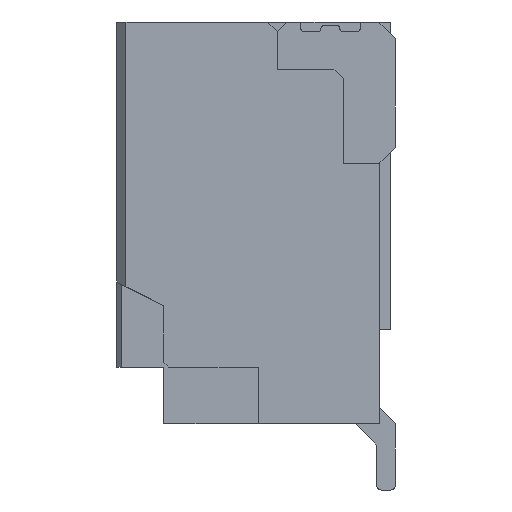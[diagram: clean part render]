
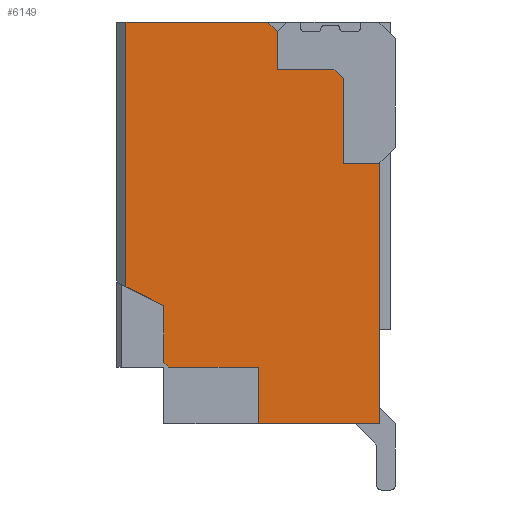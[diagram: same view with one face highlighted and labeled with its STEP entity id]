
A CAD part, left-side view. The second image highlights one B-rep face of the part: STEP entity #6149.
In plain terms, the highlighted planar face has unit normal (-1, 0, 0).
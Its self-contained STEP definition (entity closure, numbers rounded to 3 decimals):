
#12 = VERTEX_POINT ( 'NONE', #6966 ) ;
#30 = VERTEX_POINT ( 'NONE', #11047 ) ;
#50 = CARTESIAN_POINT ( 'NONE',  ( -4., 2.45, -1.125 ) ) ;
#59 = CARTESIAN_POINT ( 'NONE',  ( -4., 1.25, 1.975 ) ) ;
#132 = ORIENTED_EDGE ( 'NONE', *, *, #8885, .T. ) ;
#413 = VECTOR ( 'NONE', #8701, 1000. ) ;
#507 = VERTEX_POINT ( 'NONE', #4038 ) ;
#638 = EDGE_CURVE ( 'NONE', #7627, #4666, #4984, .T. ) ;
#741 = VECTOR ( 'NONE', #11441, 1000. ) ;
#878 = LINE ( 'NONE', #3421, #7837 ) ;
#1001 = CARTESIAN_POINT ( 'NONE',  ( -4., 0.05, 2.475 ) ) ;
#1091 = CARTESIAN_POINT ( 'NONE',  ( -4., 2.85, -1.775 ) ) ;
#1337 = ORIENTED_EDGE ( 'NONE', *, *, #4361, .T. ) ;
#1445 = CARTESIAN_POINT ( 'NONE',  ( -4., 1.25, 0. ) ) ;
#1522 = LINE ( 'NONE', #5113, #413 ) ;
#1593 = CARTESIAN_POINT ( 'NONE',  ( -4., 0.55, 0. ) ) ;
#1713 = LINE ( 'NONE', #11468, #7450 ) ;
#1734 = VERTEX_POINT ( 'NONE', #10209 ) ;
#1875 = CARTESIAN_POINT ( 'NONE',  ( -4., 0.55, 1.875 ) ) ;
#1934 = CARTESIAN_POINT ( 'NONE',  ( -4., 0., 1.975 ) ) ;
#2025 = CARTESIAN_POINT ( 'NONE',  ( -4., 0.17, 0.975 ) ) ;
#2153 = ORIENTED_EDGE ( 'NONE', *, *, #3782, .T. ) ;
#2291 = CARTESIAN_POINT ( 'NONE',  ( -4., 2.45, -1.125 ) ) ;
#2490 = EDGE_CURVE ( 'NONE', #12, #30, #7932, .T. ) ;
#2619 = VECTOR ( 'NONE', #4798, 1000. ) ;
#2700 = LINE ( 'NONE', #1875, #4855 ) ;
#2824 = DIRECTION ( 'NONE',  ( 0., 0., 1. ) ) ;
#2995 = VERTEX_POINT ( 'NONE', #4065 ) ;
#3018 = EDGE_LOOP ( 'NONE', ( #5908, #5050, #8733, #5903, #10659, #2153, #5160, #1337, #5876, #5751, #5037, #3945, #132, #6371, #3051 ) ) ;
#3051 = ORIENTED_EDGE ( 'NONE', *, *, #3144, .T. ) ;
#3057 = CARTESIAN_POINT ( 'NONE',  ( -4., 0.65, 1.975 ) ) ;
#3144 = EDGE_CURVE ( 'NONE', #6530, #9349, #1713, .T. ) ;
#3156 = EDGE_CURVE ( 'NONE', #6049, #1734, #878, .T. ) ;
#3421 = CARTESIAN_POINT ( 'NONE',  ( -4., 1.25, 2.375 ) ) ;
#3573 = EDGE_CURVE ( 'NONE', #9349, #4100, #6502, .T. ) ;
#3600 = EDGE_CURVE ( 'NONE', #7244, #2995, #3636, .T. ) ;
#3636 = LINE ( 'NONE', #1091, #2619 ) ;
#3684 = DIRECTION ( 'NONE',  ( 0., 0.894, 0.447 ) ) ;
#3720 = CARTESIAN_POINT ( 'NONE',  ( -4., 1.45, 0. ) ) ;
#3738 = VECTOR ( 'NONE', #5525, 1000. ) ;
#3782 = EDGE_CURVE ( 'NONE', #11342, #6049, #6627, .T. ) ;
#3945 = ORIENTED_EDGE ( 'NONE', *, *, #10032, .T. ) ;
#4038 = CARTESIAN_POINT ( 'NONE',  ( -4., 1.45, -1.175 ) ) ;
#4065 = CARTESIAN_POINT ( 'NONE',  ( -4., 2.85, 2.475 ) ) ;
#4100 = VERTEX_POINT ( 'NONE', #2025 ) ;
#4304 = VECTOR ( 'NONE', #9381, 1000. ) ;
#4361 = EDGE_CURVE ( 'NONE', #1734, #2995, #9056, .T. ) ;
#4499 = VECTOR ( 'NONE', #11584, 1000. ) ;
#4533 = FACE_OUTER_BOUND ( 'NONE', #3018, .T. ) ;
#4618 = LINE ( 'NONE', #8201, #4667 ) ;
#4646 = CARTESIAN_POINT ( 'NONE',  ( -4., 1.25, 2.375 ) ) ;
#4666 = VERTEX_POINT ( 'NONE', #2291 ) ;
#4667 = VECTOR ( 'NONE', #3684, 1000. ) ;
#4770 = CARTESIAN_POINT ( 'NONE',  ( -4., 0.17, -1.775 ) ) ;
#4798 = DIRECTION ( 'NONE',  ( 0., 0., 1. ) ) ;
#4855 = VECTOR ( 'NONE', #5463, 1000. ) ;
#4973 = AXIS2_PLACEMENT_3D ( 'NONE', #7280, #10700, #2824 ) ;
#4984 = LINE ( 'NONE', #9566, #741 ) ;
#5037 = ORIENTED_EDGE ( 'NONE', *, *, #638, .T. ) ;
#5050 = ORIENTED_EDGE ( 'NONE', *, *, #11173, .T. ) ;
#5113 = CARTESIAN_POINT ( 'NONE',  ( -4., 0., -1.175 ) ) ;
#5160 = ORIENTED_EDGE ( 'NONE', *, *, #3156, .T. ) ;
#5288 = EDGE_CURVE ( 'NONE', #7627, #7244, #4618, .T. ) ;
#5463 = DIRECTION ( 'NONE',  ( 0., 0.707, 0.707 ) ) ;
#5525 = DIRECTION ( 'NONE',  ( 0., 1., 0. ) ) ;
#5568 = CARTESIAN_POINT ( 'NONE',  ( -4., 0.17, 0. ) ) ;
#5751 = ORIENTED_EDGE ( 'NONE', *, *, #5288, .F. ) ;
#5871 = VERTEX_POINT ( 'NONE', #5894 ) ;
#5876 = ORIENTED_EDGE ( 'NONE', *, *, #3600, .F. ) ;
#5894 = CARTESIAN_POINT ( 'NONE',  ( -4., 2.4, -1.175 ) ) ;
#5903 = ORIENTED_EDGE ( 'NONE', *, *, #11375, .T. ) ;
#5908 = ORIENTED_EDGE ( 'NONE', *, *, #3573, .T. ) ;
#6049 = VERTEX_POINT ( 'NONE', #4646 ) ;
#6082 = VECTOR ( 'NONE', #6601, 1000. ) ;
#6149 = ADVANCED_FACE ( 'NONE', ( #4533 ), #8451, .T. ) ;
#6371 = ORIENTED_EDGE ( 'NONE', *, *, #6728, .T. ) ;
#6387 = DIRECTION ( 'NONE',  ( 0., 0., 1. ) ) ;
#6502 = LINE ( 'NONE', #5568, #10271 ) ;
#6506 = LINE ( 'NONE', #50, #9575 ) ;
#6530 = VERTEX_POINT ( 'NONE', #8066 ) ;
#6601 = DIRECTION ( 'NONE',  ( 0., 0., -1. ) ) ;
#6627 = LINE ( 'NONE', #1445, #4304 ) ;
#6728 = EDGE_CURVE ( 'NONE', #507, #6530, #7467, .T. ) ;
#6966 = CARTESIAN_POINT ( 'NONE',  ( -4., 0.55, 0.975 ) ) ;
#7244 = VERTEX_POINT ( 'NONE', #7495 ) ;
#7280 = CARTESIAN_POINT ( 'NONE',  ( -4., 0., 0. ) ) ;
#7450 = VECTOR ( 'NONE', #11582, 1000. ) ;
#7463 = LINE ( 'NONE', #7584, #11049 ) ;
#7467 = LINE ( 'NONE', #3720, #6082 ) ;
#7495 = CARTESIAN_POINT ( 'NONE',  ( -4., 2.85, -0.325 ) ) ;
#7584 = CARTESIAN_POINT ( 'NONE',  ( -4., 0., 0.975 ) ) ;
#7627 = VERTEX_POINT ( 'NONE', #9786 ) ;
#7837 = VECTOR ( 'NONE', #10585, 1000. ) ;
#7932 = LINE ( 'NONE', #1593, #9797 ) ;
#8066 = CARTESIAN_POINT ( 'NONE',  ( -4., 1.45, -1.775 ) ) ;
#8201 = CARTESIAN_POINT ( 'NONE',  ( -4., 0.7, -1.4 ) ) ;
#8232 = DIRECTION ( 'NONE',  ( 0., 1., 0. ) ) ;
#8451 = PLANE ( 'NONE',  #4973 ) ;
#8701 = DIRECTION ( 'NONE',  ( 0., -1., 0. ) ) ;
#8733 = ORIENTED_EDGE ( 'NONE', *, *, #2490, .T. ) ;
#8885 = EDGE_CURVE ( 'NONE', #5871, #507, #1522, .T. ) ;
#9056 = LINE ( 'NONE', #1001, #4499 ) ;
#9327 = LINE ( 'NONE', #1934, #3738 ) ;
#9349 = VERTEX_POINT ( 'NONE', #4770 ) ;
#9381 = DIRECTION ( 'NONE',  ( 0., 0., 1. ) ) ;
#9566 = CARTESIAN_POINT ( 'NONE',  ( -4., 2.45, 0. ) ) ;
#9575 = VECTOR ( 'NONE', #10918, 1000. ) ;
#9786 = CARTESIAN_POINT ( 'NONE',  ( -4., 2.45, -0.525 ) ) ;
#9797 = VECTOR ( 'NONE', #10457, 1000. ) ;
#9817 = VERTEX_POINT ( 'NONE', #3057 ) ;
#10032 = EDGE_CURVE ( 'NONE', #4666, #5871, #6506, .T. ) ;
#10209 = CARTESIAN_POINT ( 'NONE',  ( -4., 1.35, 2.475 ) ) ;
#10271 = VECTOR ( 'NONE', #6387, 1000. ) ;
#10457 = DIRECTION ( 'NONE',  ( 0., 0., 1. ) ) ;
#10585 = DIRECTION ( 'NONE',  ( 0., 0.707, 0.707 ) ) ;
#10659 = ORIENTED_EDGE ( 'NONE', *, *, #11608, .T. ) ;
#10700 = DIRECTION ( 'NONE',  ( -1., 0., 0. ) ) ;
#10918 = DIRECTION ( 'NONE',  ( 0., -0.707, -0.707 ) ) ;
#11047 = CARTESIAN_POINT ( 'NONE',  ( -4., 0.55, 1.875 ) ) ;
#11049 = VECTOR ( 'NONE', #8232, 1000. ) ;
#11173 = EDGE_CURVE ( 'NONE', #4100, #12, #7463, .T. ) ;
#11342 = VERTEX_POINT ( 'NONE', #59 ) ;
#11375 = EDGE_CURVE ( 'NONE', #30, #9817, #2700, .T. ) ;
#11441 = DIRECTION ( 'NONE',  ( 0., 0., -1. ) ) ;
#11468 = CARTESIAN_POINT ( 'NONE',  ( -4., 0., -1.775 ) ) ;
#11582 = DIRECTION ( 'NONE',  ( 0., -1., 0. ) ) ;
#11584 = DIRECTION ( 'NONE',  ( 0., 1., 0. ) ) ;
#11608 = EDGE_CURVE ( 'NONE', #9817, #11342, #9327, .T. ) ;
